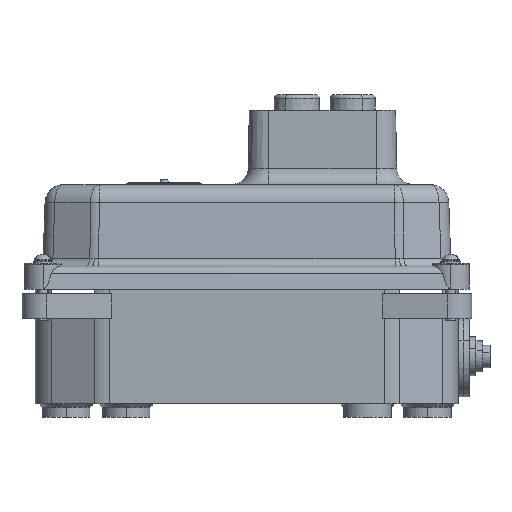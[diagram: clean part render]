
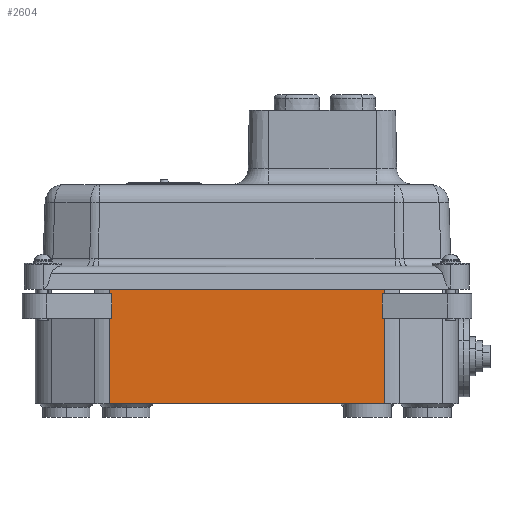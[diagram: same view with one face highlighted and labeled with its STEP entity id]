
A CAD part, left-side view. The second image highlights one B-rep face of the part: STEP entity #2604.
In plain terms, the highlighted planar face has unit normal (-1, 0, 0).
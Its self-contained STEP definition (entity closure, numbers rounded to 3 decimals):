
#1934 = EDGE_CURVE ( 'NONE', #1935, #1936, #8083, .T. ) ;
#1935 = VERTEX_POINT ( 'NONE', #8079 ) ;
#1936 = VERTEX_POINT ( 'NONE', #8078 ) ;
#1954 = EDGE_CURVE ( 'NONE', #1955, #1956, #8203, .T. ) ;
#1955 = VERTEX_POINT ( 'NONE', #8199 ) ;
#1956 = VERTEX_POINT ( 'NONE', #8198 ) ;
#2097 = VERTEX_POINT ( 'NONE', #8636 ) ;
#2099 = EDGE_CURVE ( 'NONE', #2100, #2097, #8633, .T. ) ;
#2100 = VERTEX_POINT ( 'NONE', #8625 ) ;
#2111 = EDGE_CURVE ( 'NONE', #2112, #2115, #8711, .T. ) ;
#2112 = VERTEX_POINT ( 'NONE', #8707 ) ;
#2115 = VERTEX_POINT ( 'NONE', #8702 ) ;
#2334 = EDGE_CURVE ( 'NONE', #2100, #2115, #9285, .T. ) ;
#2539 = EDGE_CURVE ( 'NONE', #2550, #1935, #9665, .T. ) ;
#2550 = VERTEX_POINT ( 'NONE', #9652 ) ;
#2554 = EDGE_CURVE ( 'NONE', #2555, #2550, #9644, .T. ) ;
#2555 = VERTEX_POINT ( 'NONE', #9704 ) ;
#2578 = ORIENTED_EDGE ( 'NONE', *, *, #2595, .F. ) ;
#2579 = ORIENTED_EDGE ( 'NONE', *, *, #2111, .T. ) ;
#2581 = ORIENTED_EDGE ( 'NONE', *, *, #2334, .F. ) ;
#2582 = ORIENTED_EDGE ( 'NONE', *, *, #2099, .T. ) ;
#2583 = ORIENTED_EDGE ( 'NONE', *, *, #2584, .F. ) ;
#2584 = EDGE_CURVE ( 'NONE', #1955, #2097, #9715, .T. ) ;
#2585 = ORIENTED_EDGE ( 'NONE', *, *, #1954, .T. ) ;
#2586 = ORIENTED_EDGE ( 'NONE', *, *, #2587, .T. ) ;
#2587 = EDGE_CURVE ( 'NONE', #1956, #2589, #9711, .T. ) ;
#2589 = VERTEX_POINT ( 'NONE', #9768 ) ;
#2590 = VERTEX_POINT ( 'NONE', #9767 ) ;
#2595 = EDGE_CURVE ( 'NONE', #2112, #1936, #9761, .T. ) ;
#2604 = ADVANCED_FACE ( 'NONE', ( #9755 ), #9754, .F. ) ;
#2605 = EDGE_LOOP ( 'NONE', ( #2578, #2579, #2581, #2582, #2583, #2585, #2586, #2644, #2646, #2651, #2652, #2653 ) ) ;
#2644 = ORIENTED_EDGE ( 'NONE', *, *, #2645, .T. ) ;
#2645 = EDGE_CURVE ( 'NONE', #2589, #2590, #9816, .T. ) ;
#2646 = ORIENTED_EDGE ( 'NONE', *, *, #2647, .T. ) ;
#2647 = EDGE_CURVE ( 'NONE', #2590, #2555, #9812, .T. ) ;
#2651 = ORIENTED_EDGE ( 'NONE', *, *, #2554, .T. ) ;
#2652 = ORIENTED_EDGE ( 'NONE', *, *, #2539, .T. ) ;
#2653 = ORIENTED_EDGE ( 'NONE', *, *, #1934, .T. ) ;
#8078 = CARTESIAN_POINT ( 'NONE',  ( -63.842, 61.432, -14.2 ) ) ;
#8079 = CARTESIAN_POINT ( 'NONE',  ( -63.842, 61.432, -2.2 ) ) ;
#8080 = DIRECTION ( 'NONE',  ( 0., 0., -1. ) ) ;
#8081 = VECTOR ( 'NONE', #8080, 1000. ) ;
#8082 = CARTESIAN_POINT ( 'NONE',  ( -63.842, 61.432, -55.5 ) ) ;
#8083 = LINE ( 'NONE', #8082, #8081 ) ;
#8198 = CARTESIAN_POINT ( 'NONE',  ( -63.842, -69.13, -2.2 ) ) ;
#8199 = CARTESIAN_POINT ( 'NONE',  ( -63.842, -69.13, -14.2 ) ) ;
#8200 = DIRECTION ( 'NONE',  ( 0., 0., 1. ) ) ;
#8201 = VECTOR ( 'NONE', #8200, 1000. ) ;
#8202 = CARTESIAN_POINT ( 'NONE',  ( -63.842, -69.13, -55.5 ) ) ;
#8203 = LINE ( 'NONE', #8202, #8201 ) ;
#8625 = CARTESIAN_POINT ( 'NONE',  ( -63.842, -70.387, -55.5 ) ) ;
#8630 = DIRECTION ( 'NONE',  ( 0., 0., 1. ) ) ;
#8631 = VECTOR ( 'NONE', #8630, 1000. ) ;
#8632 = CARTESIAN_POINT ( 'NONE',  ( -63.842, -70.387, -55.5 ) ) ;
#8633 = LINE ( 'NONE', #8632, #8631 ) ;
#8636 = CARTESIAN_POINT ( 'NONE',  ( -63.842, -70.387, -14.2 ) ) ;
#8702 = CARTESIAN_POINT ( 'NONE',  ( -63.842, 62.689, -55.5 ) ) ;
#8707 = CARTESIAN_POINT ( 'NONE',  ( -63.842, 62.689, -14.2 ) ) ;
#8708 = DIRECTION ( 'NONE',  ( 0., 0., -1. ) ) ;
#8709 = VECTOR ( 'NONE', #8708, 1000. ) ;
#8710 = CARTESIAN_POINT ( 'NONE',  ( -63.842, 62.689, -55.5 ) ) ;
#8711 = LINE ( 'NONE', #8710, #8709 ) ;
#9282 = DIRECTION ( 'NONE',  ( 0., 1., 0. ) ) ;
#9283 = VECTOR ( 'NONE', #9282, 1000. ) ;
#9284 = CARTESIAN_POINT ( 'NONE',  ( -63.842, 66.429, -55.5 ) ) ;
#9285 = LINE ( 'NONE', #9284, #9283 ) ;
#9641 = DIRECTION ( 'NONE',  ( 0., 0., -1. ) ) ;
#9642 = VECTOR ( 'NONE', #9641, 1000. ) ;
#9643 = CARTESIAN_POINT ( 'NONE',  ( -63.842, 62.689, -55.5 ) ) ;
#9644 = LINE ( 'NONE', #9643, #9642 ) ;
#9652 = CARTESIAN_POINT ( 'NONE',  ( -63.842, 62.689, -2.2 ) ) ;
#9662 = DIRECTION ( 'NONE',  ( 0., -1., 0. ) ) ;
#9663 = VECTOR ( 'NONE', #9662, 1000. ) ;
#9664 = CARTESIAN_POINT ( 'NONE',  ( -63.842, 66.429, -2.2 ) ) ;
#9665 = LINE ( 'NONE', #9664, #9663 ) ;
#9704 = CARTESIAN_POINT ( 'NONE',  ( -63.842, 62.689, 0. ) ) ;
#9708 = DIRECTION ( 'NONE',  ( 0., -1., 0. ) ) ;
#9709 = VECTOR ( 'NONE', #9708, 1000. ) ;
#9710 = CARTESIAN_POINT ( 'NONE',  ( -63.842, 66.429, -2.2 ) ) ;
#9711 = LINE ( 'NONE', #9710, #9709 ) ;
#9712 = DIRECTION ( 'NONE',  ( 0., -1., 0. ) ) ;
#9713 = VECTOR ( 'NONE', #9712, 1000. ) ;
#9714 = CARTESIAN_POINT ( 'NONE',  ( -63.842, 66.429, -14.2 ) ) ;
#9715 = LINE ( 'NONE', #9714, #9713 ) ;
#9750 = DIRECTION ( 'NONE',  ( 0., 0., -1. ) ) ;
#9751 = DIRECTION ( 'NONE',  ( 1., 0., 0. ) ) ;
#9752 = CARTESIAN_POINT ( 'NONE',  ( -63.842, 66.429, -55.5 ) ) ;
#9753 = AXIS2_PLACEMENT_3D ( 'NONE', #9752, #9751, #9750 ) ;
#9754 = PLANE ( 'NONE',  #9753 ) ;
#9755 = FACE_OUTER_BOUND ( 'NONE', #2605, .T. ) ;
#9758 = DIRECTION ( 'NONE',  ( 0., -1., 0. ) ) ;
#9759 = VECTOR ( 'NONE', #9758, 1000. ) ;
#9760 = CARTESIAN_POINT ( 'NONE',  ( -63.842, 66.429, -14.2 ) ) ;
#9761 = LINE ( 'NONE', #9760, #9759 ) ;
#9767 = CARTESIAN_POINT ( 'NONE',  ( -63.842, -70.387, 0. ) ) ;
#9768 = CARTESIAN_POINT ( 'NONE',  ( -63.842, -70.387, -2.2 ) ) ;
#9809 = DIRECTION ( 'NONE',  ( 0., 1., 0. ) ) ;
#9810 = VECTOR ( 'NONE', #9809, 1000. ) ;
#9811 = CARTESIAN_POINT ( 'NONE',  ( -63.842, 66.429, 0. ) ) ;
#9812 = LINE ( 'NONE', #9811, #9810 ) ;
#9813 = DIRECTION ( 'NONE',  ( 0., 0., 1. ) ) ;
#9814 = VECTOR ( 'NONE', #9813, 1000. ) ;
#9815 = CARTESIAN_POINT ( 'NONE',  ( -63.842, -70.387, -55.5 ) ) ;
#9816 = LINE ( 'NONE', #9815, #9814 ) ;
